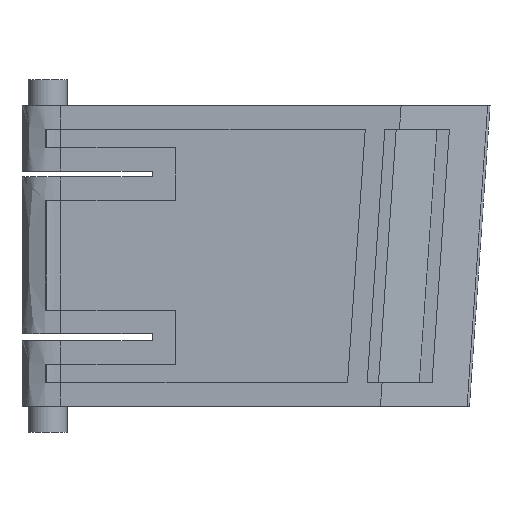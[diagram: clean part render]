
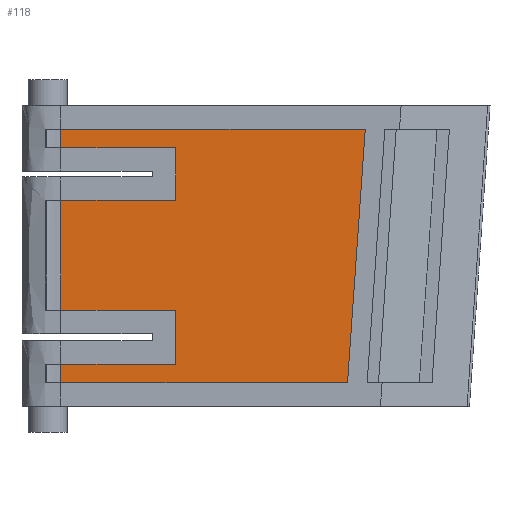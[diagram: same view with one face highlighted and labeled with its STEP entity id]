
A CAD part, top view. The second image highlights one B-rep face of the part: STEP entity #118.
In plain terms, the highlighted planar face has unit normal (0, 0, 1).
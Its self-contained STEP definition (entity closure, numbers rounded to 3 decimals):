
#70=B_SPLINE_CURVE_WITH_KNOTS('',3,(#1462,#1463,#1464,#1465),
 .UNSPECIFIED.,.F.,.F.,(4,4),(0.,1.),.UNSPECIFIED.);
#71=B_SPLINE_CURVE_WITH_KNOTS('',3,(#1473,#1474,#1475,#1476),
 .UNSPECIFIED.,.F.,.F.,(4,4),(0.,1.),.UNSPECIFIED.);
#72=B_SPLINE_CURVE_WITH_KNOTS('',3,(#1484,#1485,#1486,#1487),
 .UNSPECIFIED.,.F.,.F.,(4,4),(0.,1.),.UNSPECIFIED.);
#118=ADVANCED_FACE('',(#195),#164,.T.);
#164=PLANE('',#1087);
#195=FACE_OUTER_BOUND('',#237,.T.);
#237=EDGE_LOOP('',(#310,#311,#312,#313,#314,#315,#316,#317,#318,#319,#320,
#321));
#310=ORIENTED_EDGE('',*,*,#640,.F.);
#311=ORIENTED_EDGE('',*,*,#632,.T.);
#312=ORIENTED_EDGE('',*,*,#641,.F.);
#313=ORIENTED_EDGE('',*,*,#642,.T.);
#314=ORIENTED_EDGE('',*,*,#643,.T.);
#315=ORIENTED_EDGE('',*,*,#644,.T.);
#316=ORIENTED_EDGE('',*,*,#645,.F.);
#317=ORIENTED_EDGE('',*,*,#646,.T.);
#318=ORIENTED_EDGE('',*,*,#647,.T.);
#319=ORIENTED_EDGE('',*,*,#648,.T.);
#320=ORIENTED_EDGE('',*,*,#649,.F.);
#321=ORIENTED_EDGE('',*,*,#622,.T.);
#538=VERTEX_POINT('',#1341);
#539=VERTEX_POINT('',#1343);
#548=VERTEX_POINT('',#1405);
#549=VERTEX_POINT('',#1406);
#554=VERTEX_POINT('',#1466);
#555=VERTEX_POINT('',#1468);
#556=VERTEX_POINT('',#1470);
#557=VERTEX_POINT('',#1472);
#558=VERTEX_POINT('',#1477);
#559=VERTEX_POINT('',#1479);
#560=VERTEX_POINT('',#1481);
#561=VERTEX_POINT('',#1483);
#622=EDGE_CURVE('',#539,#538,#852,.T.);
#632=EDGE_CURVE('',#548,#549,#859,.T.);
#640=EDGE_CURVE('',#548,#538,#864,.T.);
#641=EDGE_CURVE('',#554,#549,#70,.T.);
#642=EDGE_CURVE('',#554,#555,#865,.T.);
#643=EDGE_CURVE('',#555,#556,#866,.T.);
#644=EDGE_CURVE('',#556,#557,#867,.T.);
#645=EDGE_CURVE('',#558,#557,#71,.T.);
#646=EDGE_CURVE('',#558,#559,#868,.T.);
#647=EDGE_CURVE('',#559,#560,#869,.T.);
#648=EDGE_CURVE('',#560,#561,#870,.T.);
#649=EDGE_CURVE('',#539,#561,#72,.T.);
#852=LINE('',#1342,#947);
#859=LINE('',#1404,#954);
#864=LINE('',#1461,#959);
#865=LINE('',#1467,#960);
#866=LINE('',#1469,#961);
#867=LINE('',#1471,#962);
#868=LINE('',#1478,#963);
#869=LINE('',#1480,#964);
#870=LINE('',#1482,#965);
#947=VECTOR('',#1159,1.);
#954=VECTOR('',#1170,1.);
#959=VECTOR('',#1179,1.);
#960=VECTOR('',#1180,1.);
#961=VECTOR('',#1181,1.);
#962=VECTOR('',#1182,1.);
#963=VECTOR('',#1183,1.);
#964=VECTOR('',#1184,1.);
#965=VECTOR('',#1185,1.);
#1087=AXIS2_PLACEMENT_3D('',#1488,#1186,#1187);
#1159=DIRECTION('',(1.,0.,0.));
#1170=DIRECTION('',(-1.,0.,0.));
#1179=DIRECTION('',(-0.07,-0.998,0.));
#1180=DIRECTION('',(1.,0.,0.));
#1181=DIRECTION('',(0.,-1.,0.));
#1182=DIRECTION('',(-1.,0.,0.));
#1183=DIRECTION('',(1.,0.,0.));
#1184=DIRECTION('',(0.,-1.,0.));
#1185=DIRECTION('',(-1.,0.,0.));
#1186=DIRECTION('',(0.,0.,1.));
#1187=DIRECTION('',(1.,0.,0.));
#1341=CARTESIAN_POINT('',(2.954,-11.2,1.8));
#1342=CARTESIAN_POINT('',(-22.,-11.2,1.8));
#1343=CARTESIAN_POINT('',(-19.,-11.2,1.8));
#1404=CARTESIAN_POINT('',(14.,8.2,1.8));
#1405=CARTESIAN_POINT('',(4.311,8.2,1.8));
#1406=CARTESIAN_POINT('',(-19.,8.2,1.8));
#1461=CARTESIAN_POINT('',(4.423,9.8,1.8));
#1462=CARTESIAN_POINT('',(-19.,6.8,1.8));
#1463=CARTESIAN_POINT('',(-19.,7.267,1.8));
#1464=CARTESIAN_POINT('',(-19.,7.733,1.8));
#1465=CARTESIAN_POINT('',(-19.,8.2,1.8));
#1466=CARTESIAN_POINT('',(-19.,6.8,1.8));
#1467=CARTESIAN_POINT('',(-22.,6.8,1.8));
#1468=CARTESIAN_POINT('',(-10.2,6.8,1.8));
#1469=CARTESIAN_POINT('',(-10.2,5.,1.8));
#1470=CARTESIAN_POINT('',(-10.2,2.749,1.8));
#1471=CARTESIAN_POINT('',(-12.,2.749,1.8));
#1472=CARTESIAN_POINT('',(-19.,2.749,1.8));
#1473=CARTESIAN_POINT('',(-19.,-5.651,1.8));
#1474=CARTESIAN_POINT('',(-19.,-2.851,1.8));
#1475=CARTESIAN_POINT('',(-19.,-0.051,1.8));
#1476=CARTESIAN_POINT('',(-19.,2.749,1.8));
#1477=CARTESIAN_POINT('',(-19.,-5.651,1.8));
#1478=CARTESIAN_POINT('',(-22.,-5.651,1.8));
#1479=CARTESIAN_POINT('',(-10.2,-5.651,1.8));
#1480=CARTESIAN_POINT('',(-10.2,-7.451,1.8));
#1481=CARTESIAN_POINT('',(-10.2,-9.8,1.8));
#1482=CARTESIAN_POINT('',(-12.,-9.8,1.8));
#1483=CARTESIAN_POINT('',(-19.,-9.8,1.8));
#1484=CARTESIAN_POINT('',(-19.,-11.2,1.8));
#1485=CARTESIAN_POINT('',(-19.,-10.733,1.8));
#1486=CARTESIAN_POINT('',(-19.,-10.267,1.8));
#1487=CARTESIAN_POINT('',(-19.,-9.8,1.8));
#1488=CARTESIAN_POINT('',(0.,0.,1.8));
